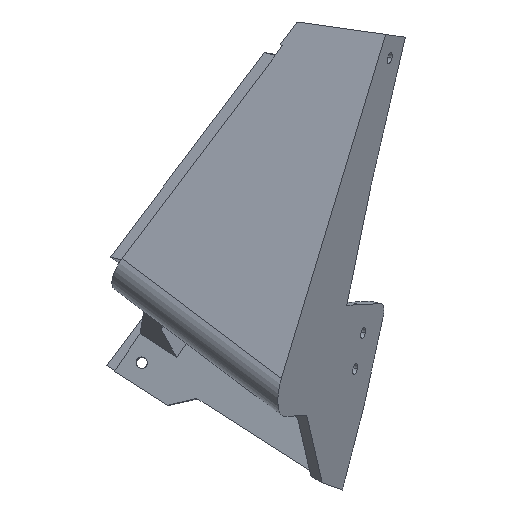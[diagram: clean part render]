
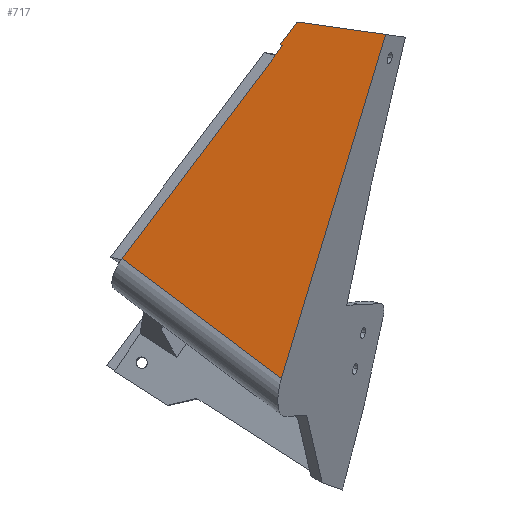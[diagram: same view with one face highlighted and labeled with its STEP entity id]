
A CAD part, left-side view. The second image highlights one B-rep face of the part: STEP entity #717.
In plain terms, the highlighted planar face has unit normal (-0.908, 0.335, 0.253).
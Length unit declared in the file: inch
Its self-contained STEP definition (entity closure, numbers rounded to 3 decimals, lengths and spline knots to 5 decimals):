
#53 = VERTEX_POINT ( 'NONE', #2293 ) ;
#109 = VECTOR ( 'NONE', #2105, 39.37008 ) ;
#110 = VERTEX_POINT ( 'NONE', #886 ) ;
#180 = ORIENTED_EDGE ( 'NONE', *, *, #484, .F. ) ;
#183 = DIRECTION ( 'NONE',  ( -0.908, 0.335, 0.253 ) ) ;
#202 = CARTESIAN_POINT ( 'NONE',  ( -12.97981, 229.0407, 127.37301 ) ) ;
#316 = FACE_OUTER_BOUND ( 'NONE', #1324, .T. ) ;
#318 = DIRECTION ( 'NONE',  ( 0., -0.602, 0.799 ) ) ;
#358 = CARTESIAN_POINT ( 'NONE',  ( -12.89721, 232.49192, 123.08998 ) ) ;
#454 = CARTESIAN_POINT ( 'NONE',  ( -12.97981, 229.0407, 127.37301 ) ) ;
#484 = EDGE_CURVE ( 'NONE', #2077, #110, #881, .T. ) ;
#665 = ORIENTED_EDGE ( 'NONE', *, *, #2297, .F. ) ;
#697 = CARTESIAN_POINT ( 'NONE',  ( -12.97981, 229.32608, 126.9943 ) ) ;
#717 = ADVANCED_FACE ( 'NONE', ( #316 ), #1165, .T. ) ;
#733 = CARTESIAN_POINT ( 'NONE',  ( -13.00212, 232.31069, 122.95341 ) ) ;
#797 = CARTESIAN_POINT ( 'NONE',  ( -12.97981, 232.05511, 123.37275 ) ) ;
#839 = EDGE_CURVE ( 'NONE', #110, #53, #1659, .T. ) ;
#881 = LINE ( 'NONE', #202, #2590 ) ;
#886 = CARTESIAN_POINT ( 'NONE',  ( -13.59604, 227.53081, 127.16184 ) ) ;
#908 = VERTEX_POINT ( 'NONE', #1862 ) ;
#1020 = DIRECTION ( 'NONE',  ( 0., -0.602, 0.799 ) ) ;
#1160 = ORIENTED_EDGE ( 'NONE', *, *, #1522, .F. ) ;
#1165 = PLANE ( 'NONE',  #1561 ) ;
#1169 = LINE ( 'NONE', #1578, #1598 ) ;
#1324 = EDGE_LOOP ( 'NONE', ( #1160, #1664, #180, #1922, #665, #2296 ) ) ;
#1384 = VERTEX_POINT ( 'NONE', #697 ) ;
#1510 = DIRECTION ( 'NONE',  ( -0.375, -0.918, -0.128 ) ) ;
#1522 = EDGE_CURVE ( 'NONE', #53, #1609, #1169, .T. ) ;
#1552 = VECTOR ( 'NONE', #318, 39.37008 ) ;
#1561 = AXIS2_PLACEMENT_3D ( 'NONE', #358, #183, #2452 ) ;
#1578 = CARTESIAN_POINT ( 'NONE',  ( -14.57099, 229.30638, 121.30143 ) ) ;
#1598 = VECTOR ( 'NONE', #2441, 39.37008 ) ;
#1609 = VERTEX_POINT ( 'NONE', #2504 ) ;
#1658 = VECTOR ( 'NONE', #1840, 39.37008 ) ;
#1659 = LINE ( 'NONE', #2280, #1658 ) ;
#1664 = ORIENTED_EDGE ( 'NONE', *, *, #839, .F. ) ;
#1718 = EDGE_CURVE ( 'NONE', #1384, #2077, #2713, .T. ) ;
#1840 = DIRECTION ( 'NONE',  ( -0.157, 0.286, -0.945 ) ) ;
#1862 = CARTESIAN_POINT ( 'NONE',  ( -13.00212, 229.28755, 126.96526 ) ) ;
#1921 = LINE ( 'NONE', #2084, #109 ) ;
#1922 = ORIENTED_EDGE ( 'NONE', *, *, #1718, .F. ) ;
#2077 = VERTEX_POINT ( 'NONE', #454 ) ;
#2084 = CARTESIAN_POINT ( 'NONE',  ( -12.89721, 229.46878, 127.10183 ) ) ;
#2105 = DIRECTION ( 'NONE',  ( 0.42, 0.725, 0.546 ) ) ;
#2280 = CARTESIAN_POINT ( 'NONE',  ( -13.59604, 227.53081, 127.16184 ) ) ;
#2293 = CARTESIAN_POINT ( 'NONE',  ( -14.57099, 229.30638, 121.30143 ) ) ;
#2296 = ORIENTED_EDGE ( 'NONE', *, *, #2673, .F. ) ;
#2297 = EDGE_CURVE ( 'NONE', #908, #1384, #1921, .T. ) ;
#2425 = LINE ( 'NONE', #733, #1552 ) ;
#2441 = DIRECTION ( 'NONE',  ( 0.42, 0.725, 0.546 ) ) ;
#2452 = DIRECTION ( 'NONE',  ( 0.346, 0.938, 0. ) ) ;
#2504 = CARTESIAN_POINT ( 'NONE',  ( -13.00212, 232.01658, 123.34372 ) ) ;
#2590 = VECTOR ( 'NONE', #1510, 39.37008 ) ;
#2632 = VECTOR ( 'NONE', #1020, 39.37008 ) ;
#2673 = EDGE_CURVE ( 'NONE', #1609, #908, #2425, .T. ) ;
#2713 = LINE ( 'NONE', #797, #2632 ) ;
